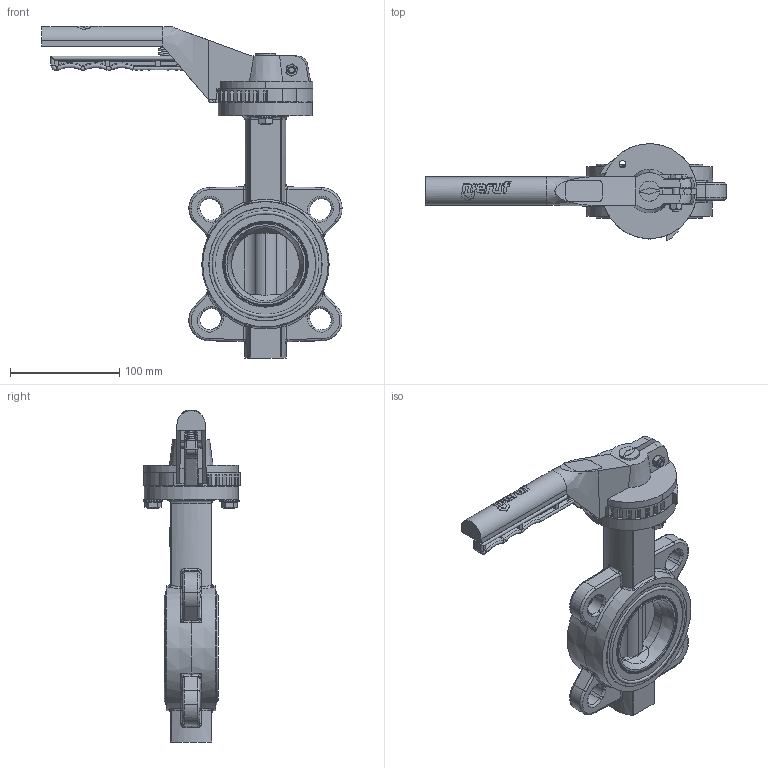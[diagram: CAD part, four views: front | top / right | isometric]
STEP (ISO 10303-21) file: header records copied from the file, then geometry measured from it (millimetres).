
FILE_DESCRIPTION(('HOOPS Exchange Step'),'2;1');
FILE_NAME('AK0810_DN65_Handhebel.stp','2025-08-07T13:23:58+02:00',('nieru'),('Unknown organisation'),'HOOPS Exchange 2024.2','HOOPS Exchange','Unknown authorisation');
FILE_SCHEMA( ('AP203_CONFIGURATION_CONTROLLED_3D_DESIGN_OF_MECHANICAL_PARTS_AND_ASSEMBLIES_MIM_LF') );
Length unit declared in the file: millimetre
Products named in the file (2): 0; root
Assembly tree (1 placements, depth 2):
  root
    0
Bounding box: 275.26 x 89.53 x 304.5 mm (x, y, z)
Volume: 843062.1 mm3; surface area: 248727 mm2
Topology: 20 solids, 20 shells, 1644 faces, 4250 edges, 2666 vertices
Faces by surface type: plane 612, cylinder 492, torus 250, bspline 186, cone 85, sphere 19
Full cylindrical faces by diameter (mm): 4.7 x2, 6 x4, 6.2 x4, 7 x4, 7.4 x1, 8 x2, 8.5 x4, 9 x6, 10 x1, 10.2 x4, 10.8 x2, 11.8 x1, 12.5 x1, 13 x2, 13.3 x1, 13.5 x1, 13.75 x1, 14 x3, 14.956 x1, 15 x4, 15.5 x1, 16 x2, 16.1 x1, 18 x2, 18.5 x1, 24 x1, 30 x1, 55 x1, 75.5 x1, 76 x1
Entity records: 103714 total; most frequent: CARTESIAN_POINT 66239, ORIENTED_EDGE 8458, DIRECTION 6880, EDGE_CURVE 4229, VERTEX_POINT 2666, AXIS2_PLACEMENT_3D 2626, EDGE_LOOP 1793, FACE_BOUND 1793
